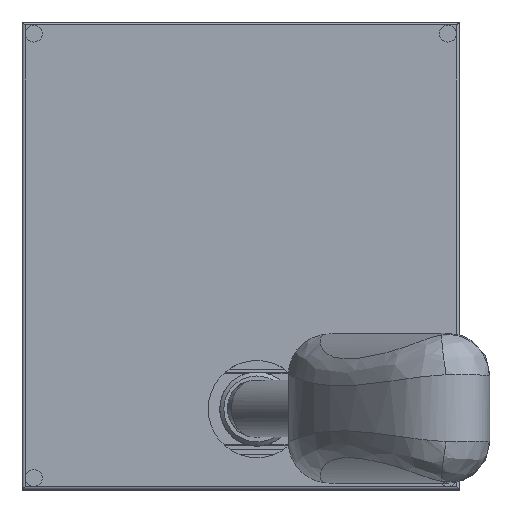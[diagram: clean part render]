
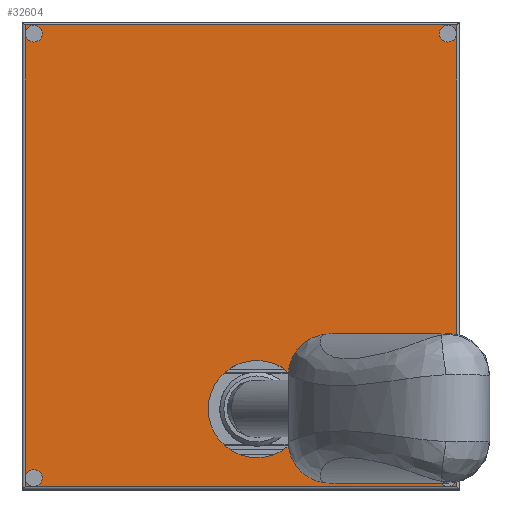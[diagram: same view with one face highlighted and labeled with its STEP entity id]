
A CAD part, top view. The second image highlights one B-rep face of the part: STEP entity #32604.
In plain terms, the highlighted planar face has unit normal (0, 0, 1).
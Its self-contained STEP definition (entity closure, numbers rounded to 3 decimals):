
#363=FACE_BOUND('',#5808,.T.);
#364=FACE_BOUND('',#5809,.T.);
#365=FACE_BOUND('',#5810,.T.);
#366=FACE_BOUND('',#5811,.T.);
#367=FACE_BOUND('',#5812,.T.);
#1150=CIRCLE('',#35462,4.175);
#1151=CIRCLE('',#35463,0.725);
#1152=CIRCLE('',#35464,0.725);
#1153=CIRCLE('',#35465,0.725);
#1154=CIRCLE('',#35466,0.725);
#3915=FACE_OUTER_BOUND('',#5807,.T.);
#5807=EDGE_LOOP('',(#29114,#29115,#29116,#29117));
#5808=EDGE_LOOP('',(#29118));
#5809=EDGE_LOOP('',(#29119));
#5810=EDGE_LOOP('',(#29120));
#5811=EDGE_LOOP('',(#29121));
#5812=EDGE_LOOP('',(#29122));
#9330=LINE('',#60192,#12831);
#9332=LINE('',#60200,#12833);
#9334=LINE('',#60206,#12835);
#9337=LINE('',#60212,#12838);
#12831=VECTOR('',#44082,10.);
#12833=VECTOR('',#44090,10.);
#12835=VECTOR('',#44096,10.);
#12838=VECTOR('',#44103,10.);
#15734=VERTEX_POINT('',#60190);
#15735=VERTEX_POINT('',#60191);
#15738=VERTEX_POINT('',#60199);
#15740=VERTEX_POINT('',#60205);
#15745=VERTEX_POINT('',#60224);
#15746=VERTEX_POINT('',#60226);
#15747=VERTEX_POINT('',#60228);
#15748=VERTEX_POINT('',#60230);
#15749=VERTEX_POINT('',#60232);
#20212=EDGE_CURVE('',#15734,#15735,#9330,.T.);
#20216=EDGE_CURVE('',#15735,#15738,#9332,.T.);
#20219=EDGE_CURVE('',#15738,#15740,#9334,.T.);
#20223=EDGE_CURVE('',#15740,#15734,#9337,.T.);
#20229=EDGE_CURVE('',#15745,#15745,#1150,.T.);
#20230=EDGE_CURVE('',#15746,#15746,#1151,.T.);
#20231=EDGE_CURVE('',#15747,#15747,#1152,.T.);
#20232=EDGE_CURVE('',#15748,#15748,#1153,.T.);
#20233=EDGE_CURVE('',#15749,#15749,#1154,.T.);
#29114=ORIENTED_EDGE('',*,*,#20212,.F.);
#29115=ORIENTED_EDGE('',*,*,#20223,.F.);
#29116=ORIENTED_EDGE('',*,*,#20219,.F.);
#29117=ORIENTED_EDGE('',*,*,#20216,.F.);
#29118=ORIENTED_EDGE('',*,*,#20229,.T.);
#29119=ORIENTED_EDGE('',*,*,#20230,.T.);
#29120=ORIENTED_EDGE('',*,*,#20231,.T.);
#29121=ORIENTED_EDGE('',*,*,#20232,.T.);
#29122=ORIENTED_EDGE('',*,*,#20233,.T.);
#30844=PLANE('',#35461);
#32604=ADVANCED_FACE('',(#3915,#363,#364,#365,#366,#367),#30844,.T.);
#35461=AXIS2_PLACEMENT_3D('',#60223,#44113,#44114);
#35462=AXIS2_PLACEMENT_3D('',#60225,#44115,#44116);
#35463=AXIS2_PLACEMENT_3D('',#60227,#44117,#44118);
#35464=AXIS2_PLACEMENT_3D('',#60229,#44119,#44120);
#35465=AXIS2_PLACEMENT_3D('',#60231,#44121,#44122);
#35466=AXIS2_PLACEMENT_3D('',#60233,#44123,#44124);
#44082=DIRECTION('',(1.,0.,0.));
#44090=DIRECTION('',(0.,-1.,0.));
#44096=DIRECTION('',(-1.,0.,0.));
#44103=DIRECTION('',(0.,1.,0.));
#44113=DIRECTION('center_axis',(0.,0.,1.));
#44114=DIRECTION('ref_axis',(1.,0.,0.));
#44115=DIRECTION('center_axis',(0.,0.,-1.));
#44116=DIRECTION('ref_axis',(-1.,0.,0.));
#44117=DIRECTION('center_axis',(0.,0.,-1.));
#44118=DIRECTION('ref_axis',(-1.,0.,0.));
#44119=DIRECTION('center_axis',(0.,0.,-1.));
#44120=DIRECTION('ref_axis',(-1.,0.,0.));
#44121=DIRECTION('center_axis',(0.,0.,-1.));
#44122=DIRECTION('ref_axis',(-1.,0.,0.));
#44123=DIRECTION('center_axis',(0.,0.,-1.));
#44124=DIRECTION('ref_axis',(-1.,0.,0.));
#60190=CARTESIAN_POINT('',(122.2,-59.9,13.1));
#60191=CARTESIAN_POINT('',(159.25,-59.9,13.1));
#60192=CARTESIAN_POINT('',(158.,-59.9,13.1));
#60199=CARTESIAN_POINT('',(159.25,-99.55,13.1));
#60200=CARTESIAN_POINT('',(159.25,-81.225,13.1));
#60205=CARTESIAN_POINT('',(122.2,-99.55,13.1));
#60206=CARTESIAN_POINT('',(139.225,-99.55,13.1));
#60212=CARTESIAN_POINT('',(122.2,-61.15,13.1));
#60223=CARTESIAN_POINT('Origin',(156.5,-62.65,13.1));
#60224=CARTESIAN_POINT('',(146.275,-92.888,13.1));
#60225=CARTESIAN_POINT('Origin',(142.1,-92.888,13.1));
#60226=CARTESIAN_POINT('',(123.675,-98.8,13.1));
#60227=CARTESIAN_POINT('Origin',(122.95,-98.8,13.1));
#60228=CARTESIAN_POINT('',(159.225,-98.8,13.1));
#60229=CARTESIAN_POINT('Origin',(158.5,-98.8,13.1));
#60230=CARTESIAN_POINT('',(159.225,-60.65,13.1));
#60231=CARTESIAN_POINT('Origin',(158.5,-60.65,13.1));
#60232=CARTESIAN_POINT('',(123.675,-60.65,13.1));
#60233=CARTESIAN_POINT('Origin',(122.95,-60.65,13.1));
